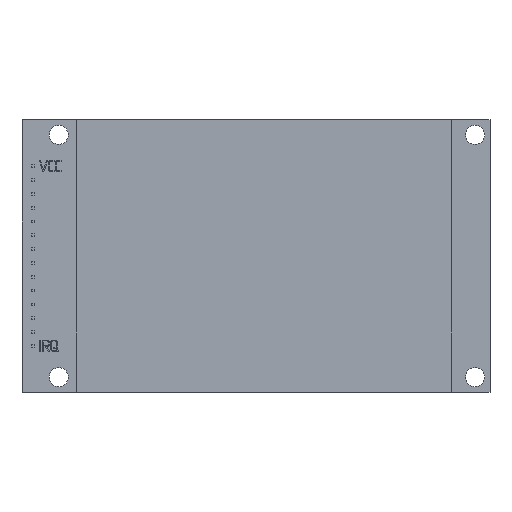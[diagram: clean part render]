
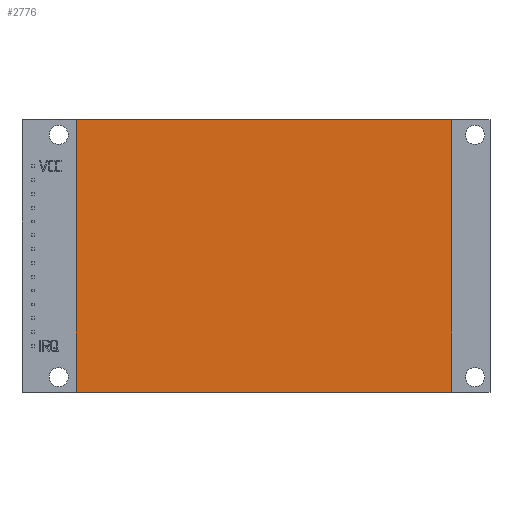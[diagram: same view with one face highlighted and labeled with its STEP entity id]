
A CAD part, top view. The second image highlights one B-rep face of the part: STEP entity #2776.
In plain terms, the highlighted planar face has unit normal (0, 0, 1).
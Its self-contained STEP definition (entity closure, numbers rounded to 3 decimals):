
#2776=ADVANCED_FACE('',(#6544),#6546,.T.);
#6544=FACE_BOUND('',#6545,.T.);
#6545=EDGE_LOOP('',(#9536,#9537,#9538,#9539));
#6546=PLANE('',#6547);
#6547=AXIS2_PLACEMENT_3D('',#6548,#6549,#6550);
#6548=CARTESIAN_POINT('',(0.,0.,5.5));
#6549=DIRECTION('',(0.,0.,1.));
#6550=DIRECTION('',(1.,0.,0.));
#9536=ORIENTED_EDGE('',*,*,#11234,.T.);
#9537=ORIENTED_EDGE('',*,*,#11230,.T.);
#9538=ORIENTED_EDGE('',*,*,#11244,.T.);
#9539=ORIENTED_EDGE('',*,*,#11359,.T.);
#11230=EDGE_CURVE('',#13074,#13072,#13075,.T.);
#11234=EDGE_CURVE('',#13081,#13074,#13082,.T.);
#11244=EDGE_CURVE('',#13072,#13097,#13099,.T.);
#11359=EDGE_CURVE('',#13097,#13081,#13272,.T.);
#13072=VERTEX_POINT('',#16999);
#13074=VERTEX_POINT('',#17003);
#13075=LINE('',#17004,#17005);
#13081=VERTEX_POINT('',#17018);
#13082=LINE('',#17019,#17020);
#13097=VERTEX_POINT('',#17052);
#13099=LINE('',#17056,#17057);
#13272=LINE('',#17461,#17462);
#16999=CARTESIAN_POINT('',(10.,0.,5.5));
#17003=CARTESIAN_POINT('',(10.,50.,5.5));
#17004=CARTESIAN_POINT('',(10.,50.,5.5));
#17005=VECTOR('',#17006,1.);
#17006=DIRECTION('',(0.,-1.,0.));
#17018=CARTESIAN_POINT('',(79.,50.,5.5));
#17019=CARTESIAN_POINT('',(79.,50.,5.5));
#17020=VECTOR('',#17021,1.);
#17021=DIRECTION('',(-1.,0.,0.));
#17052=CARTESIAN_POINT('',(79.,0.,5.5));
#17056=CARTESIAN_POINT('',(10.,0.,5.5));
#17057=VECTOR('',#17058,1.);
#17058=DIRECTION('',(1.,0.,0.));
#17461=CARTESIAN_POINT('',(79.,0.,5.5));
#17462=VECTOR('',#17463,1.);
#17463=DIRECTION('',(0.,1.,0.));
